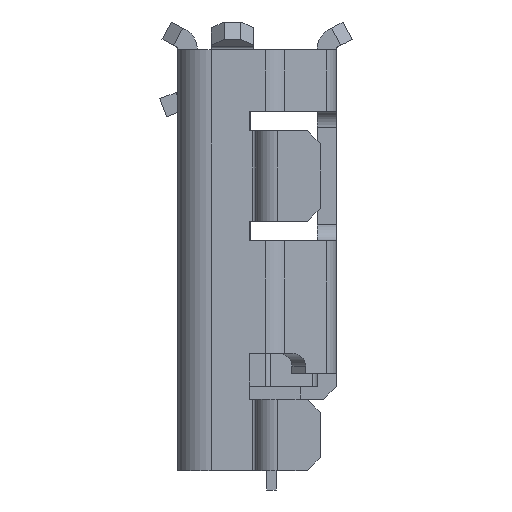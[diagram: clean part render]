
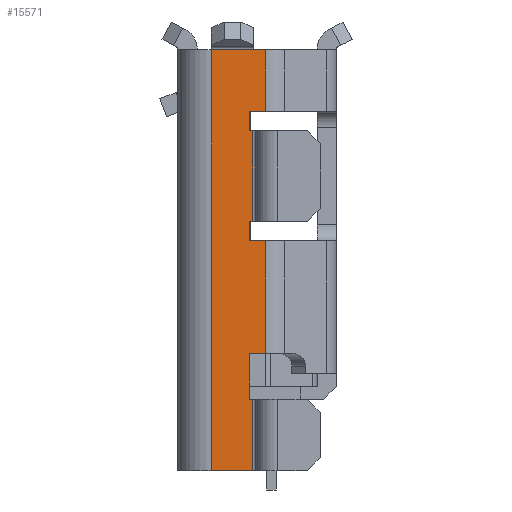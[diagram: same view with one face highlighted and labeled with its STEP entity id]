
A CAD part, left-side view. The second image highlights one B-rep face of the part: STEP entity #15571.
In plain terms, the highlighted planar face has unit normal (-1, 0, 0).
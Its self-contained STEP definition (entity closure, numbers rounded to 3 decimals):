
#45 = LINE ( 'NONE', #5611, #9073 ) ;
#251 = EDGE_CURVE ( 'NONE', #21016, #13415, #984, .T. ) ;
#530 = DIRECTION ( 'NONE',  ( 0., -1., 0. ) ) ;
#536 = EDGE_CURVE ( 'NONE', #21305, #18546, #6926, .T. ) ;
#646 = VERTEX_POINT ( 'NONE', #16202 ) ;
#906 = DIRECTION ( 'NONE',  ( 0., 0., -1. ) ) ;
#957 = DIRECTION ( 'NONE',  ( 0., 0., -1. ) ) ;
#984 = LINE ( 'NONE', #14368, #8745 ) ;
#1059 = CARTESIAN_POINT ( 'NONE',  ( -3.75, 0.16, 2.3 ) ) ;
#1486 = LINE ( 'NONE', #20520, #10755 ) ;
#1507 = CARTESIAN_POINT ( 'NONE',  ( -3.75, 0.16, 3.25 ) ) ;
#1594 = LINE ( 'NONE', #13582, #3153 ) ;
#1727 = CARTESIAN_POINT ( 'NONE',  ( -3.75, 1., 3.25 ) ) ;
#2227 = DIRECTION ( 'NONE',  ( 0., 0., -1. ) ) ;
#2318 = ORIENTED_EDGE ( 'NONE', *, *, #9703, .F. ) ;
#2535 = VECTOR ( 'NONE', #11716, 1000. ) ;
#2610 = VERTEX_POINT ( 'NONE', #8399 ) ;
#2702 = CARTESIAN_POINT ( 'NONE',  ( -3.75, 0.35, 3.26 ) ) ;
#2812 = CARTESIAN_POINT ( 'NONE',  ( -3.75, 0.16, 3.25 ) ) ;
#2827 = VERTEX_POINT ( 'NONE', #3259 ) ;
#3153 = VECTOR ( 'NONE', #530, 1000. ) ;
#3180 = EDGE_CURVE ( 'NONE', #17224, #21305, #6036, .T. ) ;
#3218 = CARTESIAN_POINT ( 'NONE',  ( -3.75, 0.41, 0. ) ) ;
#3229 = CARTESIAN_POINT ( 'NONE',  ( -3.75, 1., -3.25 ) ) ;
#3259 = CARTESIAN_POINT ( 'NONE',  ( -3.75, 0.36, -3.25 ) ) ;
#3515 = VERTEX_POINT ( 'NONE', #8164 ) ;
#3745 = EDGE_CURVE ( 'NONE', #21278, #8344, #4968, .T. ) ;
#3878 = ORIENTED_EDGE ( 'NONE', *, *, #3745, .T. ) ;
#3901 = VECTOR ( 'NONE', #957, 1000. ) ;
#4070 = CARTESIAN_POINT ( 'NONE',  ( -3.75, 0.36, -3.25 ) ) ;
#4072 = CARTESIAN_POINT ( 'NONE',  ( -3.75, 1., 3.25 ) ) ;
#4081 = CARTESIAN_POINT ( 'NONE',  ( -3.75, 0.36, -2.15 ) ) ;
#4202 = EDGE_CURVE ( 'NONE', #13704, #2827, #17560, .T. ) ;
#4216 = VECTOR ( 'NONE', #16365, 1000. ) ;
#4454 = VECTOR ( 'NONE', #13542, 1000. ) ;
#4619 = DIRECTION ( 'NONE',  ( 0., 1., 0. ) ) ;
#4968 = LINE ( 'NONE', #6127, #9115 ) ;
#4970 = CARTESIAN_POINT ( 'NONE',  ( -3.75, 0.41, 0.3 ) ) ;
#5000 = ORIENTED_EDGE ( 'NONE', *, *, #5478, .T. ) ;
#5014 = ORIENTED_EDGE ( 'NONE', *, *, #6651, .F. ) ;
#5079 = AXIS2_PLACEMENT_3D ( 'NONE', #1727, #6505, #14947 ) ;
#5155 = DIRECTION ( 'NONE',  ( 0., 0., -1. ) ) ;
#5267 = CARTESIAN_POINT ( 'NONE',  ( -3.75, 0.16, 0.3 ) ) ;
#5474 = VECTOR ( 'NONE', #12399, 1000. ) ;
#5478 = EDGE_CURVE ( 'NONE', #13704, #646, #7528, .T. ) ;
#5511 = VECTOR ( 'NONE', #6476, 1000. ) ;
#5611 = CARTESIAN_POINT ( 'NONE',  ( -3.75, 0.36, 0.6 ) ) ;
#5900 = DIRECTION ( 'NONE',  ( 0., 1., 0. ) ) ;
#6036 = LINE ( 'NONE', #3218, #4216 ) ;
#6127 = CARTESIAN_POINT ( 'NONE',  ( -3.75, 0.35, 3.26 ) ) ;
#6208 = DIRECTION ( 'NONE',  ( 0., 0., -1. ) ) ;
#6229 = LINE ( 'NONE', #2702, #3901 ) ;
#6230 = ORIENTED_EDGE ( 'NONE', *, *, #4202, .F. ) ;
#6369 = DIRECTION ( 'NONE',  ( 0., -1., 0. ) ) ;
#6476 = DIRECTION ( 'NONE',  ( 0., -1., 0. ) ) ;
#6482 = LINE ( 'NONE', #2812, #16262 ) ;
#6505 = DIRECTION ( 'NONE',  ( 1., 0., 0. ) ) ;
#6651 = EDGE_CURVE ( 'NONE', #12366, #13415, #1486, .T. ) ;
#6800 = LINE ( 'NONE', #3229, #5511 ) ;
#6839 = VERTEX_POINT ( 'NONE', #1059 ) ;
#6894 = VECTOR ( 'NONE', #906, 1000. ) ;
#6926 = LINE ( 'NONE', #4970, #2535 ) ;
#7018 = EDGE_CURVE ( 'NONE', #15710, #646, #17703, .T. ) ;
#7034 = VERTEX_POINT ( 'NONE', #19850 ) ;
#7528 = LINE ( 'NONE', #9096, #18821 ) ;
#7569 = EDGE_CURVE ( 'NONE', #12366, #6839, #8452, .T. ) ;
#7718 = LINE ( 'NONE', #20837, #21082 ) ;
#8062 = EDGE_CURVE ( 'NONE', #3515, #6839, #6482, .T. ) ;
#8164 = CARTESIAN_POINT ( 'NONE',  ( -3.75, 0.16, 3.25 ) ) ;
#8344 = VERTEX_POINT ( 'NONE', #20230 ) ;
#8345 = CARTESIAN_POINT ( 'NONE',  ( -3.75, 0.36, 0.6 ) ) ;
#8358 = CARTESIAN_POINT ( 'NONE',  ( -3.75, 0.41, 0. ) ) ;
#8399 = CARTESIAN_POINT ( 'NONE',  ( -3.75, 0.35, 3.25 ) ) ;
#8452 = LINE ( 'NONE', #11240, #18978 ) ;
#8693 = EDGE_LOOP ( 'NONE', ( #17504, #15449, #16064, #2318, #13823, #12973, #5014, #9497, #9800, #11338, #16955, #3878, #12722, #15548, #15965, #6230, #5000, #19613, #11925 ) ) ;
#8745 = VECTOR ( 'NONE', #9738, 1000. ) ;
#9073 = VECTOR ( 'NONE', #2227, 1000. ) ;
#9096 = CARTESIAN_POINT ( 'NONE',  ( -3.75, 0.36, -2.15 ) ) ;
#9115 = VECTOR ( 'NONE', #11207, 1000. ) ;
#9497 = ORIENTED_EDGE ( 'NONE', *, *, #7569, .T. ) ;
#9703 = EDGE_CURVE ( 'NONE', #16853, #17224, #7718, .T. ) ;
#9738 = DIRECTION ( 'NONE',  ( 0., 1., 0. ) ) ;
#9800 = ORIENTED_EDGE ( 'NONE', *, *, #8062, .F. ) ;
#9871 = CARTESIAN_POINT ( 'NONE',  ( -3.75, 1., 3.25 ) ) ;
#10462 = LINE ( 'NONE', #4072, #6894 ) ;
#10615 = CARTESIAN_POINT ( 'NONE',  ( -3.75, 0.41, -1.44 ) ) ;
#10755 = VECTOR ( 'NONE', #17333, 1000. ) ;
#11095 = LINE ( 'NONE', #10615, #13893 ) ;
#11207 = DIRECTION ( 'NONE',  ( 0., 1., 0. ) ) ;
#11240 = CARTESIAN_POINT ( 'NONE',  ( -3.75, 0.41, 2.3 ) ) ;
#11338 = ORIENTED_EDGE ( 'NONE', *, *, #12975, .F. ) ;
#11341 = VERTEX_POINT ( 'NONE', #20917 ) ;
#11460 = LINE ( 'NONE', #1507, #19196 ) ;
#11658 = PLANE ( 'NONE',  #5079 ) ;
#11716 = DIRECTION ( 'NONE',  ( 0., -1., 0. ) ) ;
#11925 = ORIENTED_EDGE ( 'NONE', *, *, #20340, .T. ) ;
#12227 = EDGE_CURVE ( 'NONE', #11341, #2827, #6800, .T. ) ;
#12284 = EDGE_CURVE ( 'NONE', #8344, #21140, #15771, .T. ) ;
#12366 = VERTEX_POINT ( 'NONE', #20567 ) ;
#12388 = DIRECTION ( 'NONE',  ( 0., -1., 0. ) ) ;
#12399 = DIRECTION ( 'NONE',  ( 0., 0., -1. ) ) ;
#12722 = ORIENTED_EDGE ( 'NONE', *, *, #12284, .T. ) ;
#12776 = CARTESIAN_POINT ( 'NONE',  ( -3.75, 0.36, 2. ) ) ;
#12973 = ORIENTED_EDGE ( 'NONE', *, *, #251, .T. ) ;
#12975 = EDGE_CURVE ( 'NONE', #2610, #3515, #1594, .T. ) ;
#13285 = CARTESIAN_POINT ( 'NONE',  ( -3.75, 0.41, 2. ) ) ;
#13415 = VERTEX_POINT ( 'NONE', #13285 ) ;
#13542 = DIRECTION ( 'NONE',  ( 0., 0., -1. ) ) ;
#13551 = EDGE_CURVE ( 'NONE', #21016, #16853, #45, .T. ) ;
#13582 = CARTESIAN_POINT ( 'NONE',  ( -3.75, 1., 3.25 ) ) ;
#13704 = VERTEX_POINT ( 'NONE', #4081 ) ;
#13823 = ORIENTED_EDGE ( 'NONE', *, *, #13551, .F. ) ;
#13893 = VECTOR ( 'NONE', #12388, 1000. ) ;
#14368 = CARTESIAN_POINT ( 'NONE',  ( -3.75, 0.36, 2. ) ) ;
#14739 = EDGE_CURVE ( 'NONE', #21140, #11341, #10462, .T. ) ;
#14786 = CARTESIAN_POINT ( 'NONE',  ( -3.75, 0.41, 0.6 ) ) ;
#14947 = DIRECTION ( 'NONE',  ( 0., 1., 0. ) ) ;
#15055 = CARTESIAN_POINT ( 'NONE',  ( -3.75, 1., 3.26 ) ) ;
#15449 = ORIENTED_EDGE ( 'NONE', *, *, #536, .F. ) ;
#15538 = EDGE_CURVE ( 'NONE', #18546, #7034, #11460, .T. ) ;
#15548 = ORIENTED_EDGE ( 'NONE', *, *, #14739, .T. ) ;
#15571 = ADVANCED_FACE ( 'NONE', ( #20248 ), #11658, .F. ) ;
#15710 = VERTEX_POINT ( 'NONE', #20035 ) ;
#15771 = LINE ( 'NONE', #15055, #4454 ) ;
#15883 = VECTOR ( 'NONE', #5155, 1000. ) ;
#15965 = ORIENTED_EDGE ( 'NONE', *, *, #12227, .T. ) ;
#16064 = ORIENTED_EDGE ( 'NONE', *, *, #3180, .F. ) ;
#16202 = CARTESIAN_POINT ( 'NONE',  ( -3.75, 0.41, -2.15 ) ) ;
#16262 = VECTOR ( 'NONE', #6208, 1000. ) ;
#16365 = DIRECTION ( 'NONE',  ( 0., 0., -1. ) ) ;
#16478 = DIRECTION ( 'NONE',  ( 0., 0., -1. ) ) ;
#16853 = VERTEX_POINT ( 'NONE', #8345 ) ;
#16911 = CARTESIAN_POINT ( 'NONE',  ( -3.75, 0.41, 0.3 ) ) ;
#16955 = ORIENTED_EDGE ( 'NONE', *, *, #20383, .F. ) ;
#17120 = CARTESIAN_POINT ( 'NONE',  ( -3.75, 0.35, 3.26 ) ) ;
#17224 = VERTEX_POINT ( 'NONE', #14786 ) ;
#17333 = DIRECTION ( 'NONE',  ( 0., 0., -1. ) ) ;
#17504 = ORIENTED_EDGE ( 'NONE', *, *, #15538, .F. ) ;
#17560 = LINE ( 'NONE', #4070, #5474 ) ;
#17703 = LINE ( 'NONE', #8358, #15883 ) ;
#18546 = VERTEX_POINT ( 'NONE', #5267 ) ;
#18821 = VECTOR ( 'NONE', #5900, 1000. ) ;
#18978 = VECTOR ( 'NONE', #6369, 1000. ) ;
#19196 = VECTOR ( 'NONE', #16478, 1000. ) ;
#19613 = ORIENTED_EDGE ( 'NONE', *, *, #7018, .F. ) ;
#19850 = CARTESIAN_POINT ( 'NONE',  ( -3.75, 0.16, -1.44 ) ) ;
#20035 = CARTESIAN_POINT ( 'NONE',  ( -3.75, 0.41, -1.44 ) ) ;
#20230 = CARTESIAN_POINT ( 'NONE',  ( -3.75, 1., 3.26 ) ) ;
#20248 = FACE_OUTER_BOUND ( 'NONE', #8693, .T. ) ;
#20340 = EDGE_CURVE ( 'NONE', #15710, #7034, #11095, .T. ) ;
#20383 = EDGE_CURVE ( 'NONE', #21278, #2610, #6229, .T. ) ;
#20520 = CARTESIAN_POINT ( 'NONE',  ( -3.75, 0.41, 0. ) ) ;
#20567 = CARTESIAN_POINT ( 'NONE',  ( -3.75, 0.41, 2.3 ) ) ;
#20837 = CARTESIAN_POINT ( 'NONE',  ( -3.75, 0.36, 0.6 ) ) ;
#20917 = CARTESIAN_POINT ( 'NONE',  ( -3.75, 1., -3.25 ) ) ;
#21016 = VERTEX_POINT ( 'NONE', #12776 ) ;
#21082 = VECTOR ( 'NONE', #4619, 1000. ) ;
#21140 = VERTEX_POINT ( 'NONE', #9871 ) ;
#21278 = VERTEX_POINT ( 'NONE', #17120 ) ;
#21305 = VERTEX_POINT ( 'NONE', #16911 ) ;
